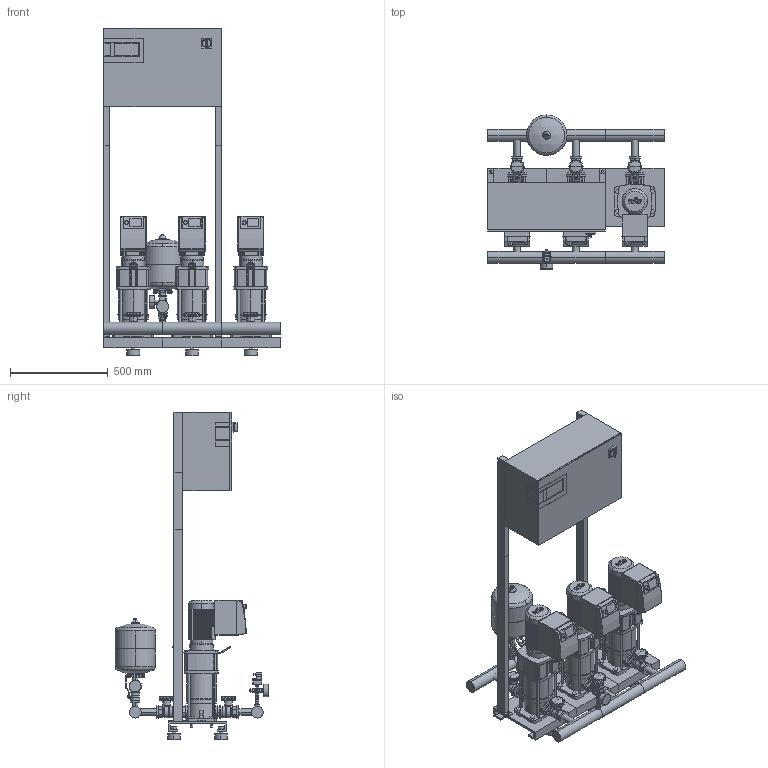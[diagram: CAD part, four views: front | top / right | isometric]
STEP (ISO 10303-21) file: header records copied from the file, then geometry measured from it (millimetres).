
FILE_DESCRIPTION((''),'2;1');
FILE_NAME('3d_COR-3HELIXVE403_K_CCE-01-2539323.stp','2015-10-02T14:56:40',(''),(''),'Mechanical Desktop 2009','Mechanical Desktop 2009',', , ');
FILE_SCHEMA(('CONFIG_CONTROL_DESIGN'));
Length unit declared in the file: millimetre
Products named in the file (1): Product
Bounding box: 900 x 786 x 1670 mm (x, y, z)
Volume: 124733317.5 mm3; surface area: 6821923.2 mm2
Topology: 155 solids, 155 shells, 4330 faces, 10964 edges, 7115 vertices
Faces by surface type: plane 1836, cylinder 1218, bspline 985, cone 159, torus 86, sphere 46
Entity records: 139073 total; most frequent: CARTESIAN_POINT 35410, ORIENTED_EDGE 21816, DIRECTION 20526, EDGE_CURVE 10908, VERTEX_POINT 7108, VECTOR 6962, LINE 6962, AXIS2_PLACEMENT_3D 6782
